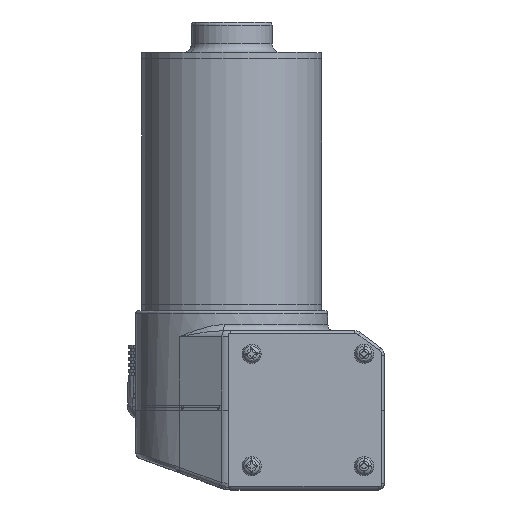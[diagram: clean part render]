
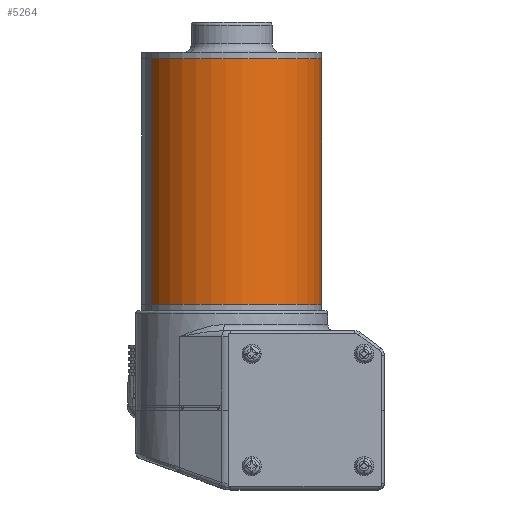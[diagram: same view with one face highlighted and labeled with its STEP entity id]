
A CAD part, top view. The second image highlights one B-rep face of the part: STEP entity #5264.
In plain terms, the highlighted cylindrical face has radius 29.5 mm (diameter 59 mm), a partial arc.
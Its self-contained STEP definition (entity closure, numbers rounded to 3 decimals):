
#202 = CYLINDRICAL_SURFACE ( 'NONE', #18431, 29.5 ) ;
#581 = ORIENTED_EDGE ( 'NONE', *, *, #19416, .T. ) ;
#609 = AXIS2_PLACEMENT_3D ( 'NONE', #25359, #11474, #27684 ) ;
#748 = CARTESIAN_POINT ( 'NONE',  ( 0., 0., 80.5 ) ) ;
#5264 = ADVANCED_FACE ( 'NONE', ( #12625 ), #202, .T. ) ;
#5855 = ORIENTED_EDGE ( 'NONE', *, *, #12113, .T. ) ;
#5870 = DIRECTION ( 'NONE',  ( 0., 0., -1. ) ) ;
#6052 = VECTOR ( 'NONE', #10955, 1000. ) ;
#7706 = DIRECTION ( 'NONE',  ( -1., 0., 0. ) ) ;
#8088 = VERTEX_POINT ( 'NONE', #20840 ) ;
#9300 = VERTEX_POINT ( 'NONE', #18585 ) ;
#9615 = EDGE_CURVE ( 'NONE', #8088, #28633, #19217, .T. ) ;
#10274 = VERTEX_POINT ( 'NONE', #24248 ) ;
#10955 = DIRECTION ( 'NONE',  ( 0., 0., -1. ) ) ;
#11474 = DIRECTION ( 'NONE',  ( 0., 0., 1. ) ) ;
#12113 = EDGE_CURVE ( 'NONE', #9300, #28633, #16801, .T. ) ;
#12238 = LINE ( 'NONE', #24822, #6052 ) ;
#12396 = CARTESIAN_POINT ( 'NONE',  ( -29.5, 0., 0. ) ) ;
#12405 = DIRECTION ( 'NONE',  ( 0., 0., 1. ) ) ;
#12625 = FACE_OUTER_BOUND ( 'NONE', #17226, .T. ) ;
#13941 = ORIENTED_EDGE ( 'NONE', *, *, #9615, .F. ) ;
#14692 = DIRECTION ( 'NONE',  ( 0., 0., -1. ) ) ;
#14976 = EDGE_CURVE ( 'NONE', #10274, #8088, #21421, .T. ) ;
#16801 = CIRCLE ( 'NONE', #23528, 29.5 ) ;
#17226 = EDGE_LOOP ( 'NONE', ( #26538, #581, #5855, #13941 ) ) ;
#17442 = CARTESIAN_POINT ( 'NONE',  ( -29.5, 0., 80.5 ) ) ;
#18431 = AXIS2_PLACEMENT_3D ( 'NONE', #748, #14692, #7706 ) ;
#18585 = CARTESIAN_POINT ( 'NONE',  ( 29.5, 0., 0. ) ) ;
#19217 = LINE ( 'NONE', #17442, #24659 ) ;
#19416 = EDGE_CURVE ( 'NONE', #10274, #9300, #12238, .T. ) ;
#20840 = CARTESIAN_POINT ( 'NONE',  ( -29.5, 0., 80.5 ) ) ;
#21421 = CIRCLE ( 'NONE', #609, 29.5 ) ;
#23528 = AXIS2_PLACEMENT_3D ( 'NONE', #26252, #12405, #28587 ) ;
#24248 = CARTESIAN_POINT ( 'NONE',  ( 29.5, 0., 80.5 ) ) ;
#24659 = VECTOR ( 'NONE', #5870, 1000. ) ;
#24822 = CARTESIAN_POINT ( 'NONE',  ( 29.5, 0., 80.5 ) ) ;
#25359 = CARTESIAN_POINT ( 'NONE',  ( 0., 0., 80.5 ) ) ;
#26252 = CARTESIAN_POINT ( 'NONE',  ( 0., 0., 0. ) ) ;
#26538 = ORIENTED_EDGE ( 'NONE', *, *, #14976, .F. ) ;
#27684 = DIRECTION ( 'NONE',  ( 1., 0., 0. ) ) ;
#28587 = DIRECTION ( 'NONE',  ( 1., 0., 0. ) ) ;
#28633 = VERTEX_POINT ( 'NONE', #12396 ) ;
